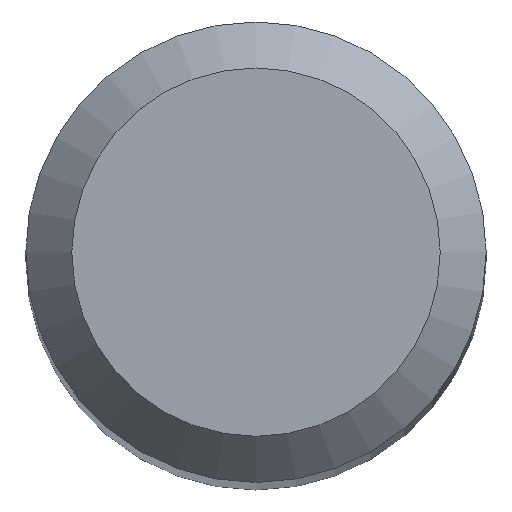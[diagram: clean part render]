
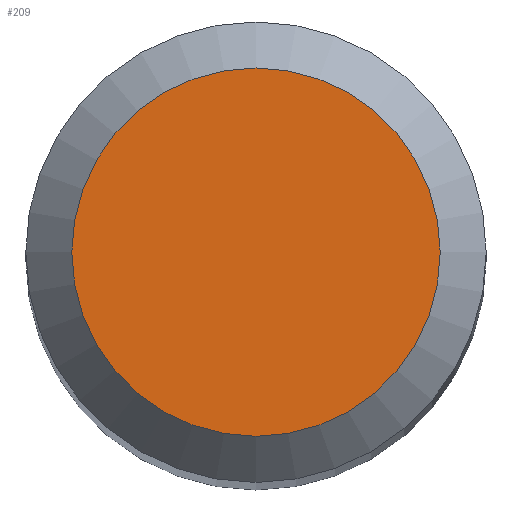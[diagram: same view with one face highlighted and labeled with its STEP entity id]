
A CAD part, top view. The second image highlights one B-rep face of the part: STEP entity #209.
In plain terms, the highlighted planar face has unit normal (0, 0, 1).
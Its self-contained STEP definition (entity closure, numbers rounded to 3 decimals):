
#10 = CARTESIAN_POINT ( 'NONE',  ( 0., 0., 50. ) ) ;
#29 = DIRECTION ( 'NONE',  ( 0., 0., -1. ) ) ;
#43 = EDGE_CURVE ( 'NONE', #129, #129, #226, .T. ) ;
#69 = AXIS2_PLACEMENT_3D ( 'NONE', #10, #29, #193 ) ;
#70 = AXIS2_PLACEMENT_3D ( 'NONE', #92, #74, #262 ) ;
#74 = DIRECTION ( 'NONE',  ( 0., 0., -1. ) ) ;
#92 = CARTESIAN_POINT ( 'NONE',  ( 0., 0., 50. ) ) ;
#100 = FACE_OUTER_BOUND ( 'NONE', #116, .T. ) ;
#116 = EDGE_LOOP ( 'NONE', ( #198 ) ) ;
#129 = VERTEX_POINT ( 'NONE', #189 ) ;
#189 = CARTESIAN_POINT ( 'NONE',  ( 0., 1.2, 50. ) ) ;
#193 = DIRECTION ( 'NONE',  ( 0., 1., 0. ) ) ;
#198 = ORIENTED_EDGE ( 'NONE', *, *, #43, .F. ) ;
#209 = ADVANCED_FACE ( 'NONE', ( #100 ), #298, .F. ) ;
#226 = CIRCLE ( 'NONE', #69, 1.2 ) ;
#262 = DIRECTION ( 'NONE',  ( 0., 1., 0. ) ) ;
#298 = PLANE ( 'NONE',  #70 ) ;
